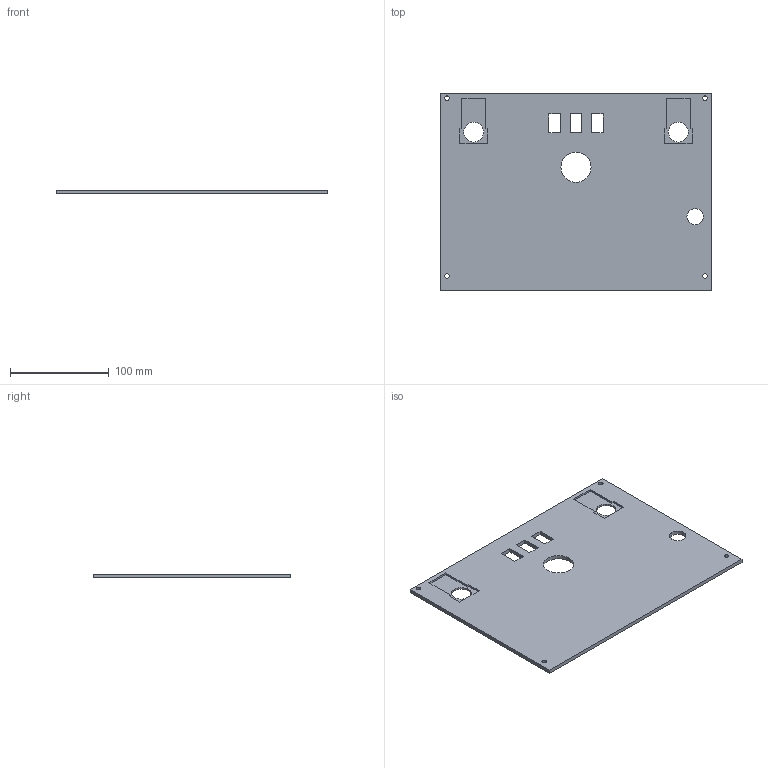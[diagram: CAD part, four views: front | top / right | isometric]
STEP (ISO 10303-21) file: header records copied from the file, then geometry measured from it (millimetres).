
FILE_DESCRIPTION(/* description */ (''),/* implementation_level */ '2;1');
FILE_NAME(/* name */ 'Roof rear.prt.step',/* time_stamp */ '2021-10-25T16:27:33+01:00',/* author */ (''),/* organization */ (''),/* preprocessor_version */ 'ST-DEVELOPER v15',/* originating_system */ 'SIEMENS PLM Software NX 9.0',/* authorisation */ '');
FILE_SCHEMA (('AUTOMOTIVE_DESIGN { 1 0 10303 214 3 1 1 1 }'));
Length unit declared in the file: millimetre
Products named in the file (1): Roof rear
Bounding box: 275 x 200 x 4 mm (x, y, z)
Volume: 207319.1 mm3; surface area: 111563.4 mm2
Topology: 1 solids, 1 shells, 44 faces, 126 edges, 86 vertices
Faces by surface type: plane 36, cylinder 8
Full cylindrical faces by diameter (mm): 4.5 x4, 16.5 x1, 20 x2, 30.5 x1
Entity records: 1408 total; most frequent: CARTESIAN_POINT 237, ORIENTED_EDGE 224, DIRECTION 218, EDGE_CURVE 112, LINE 96, VECTOR 96, VERTEX_POINT 80, EDGE_LOOP 76
